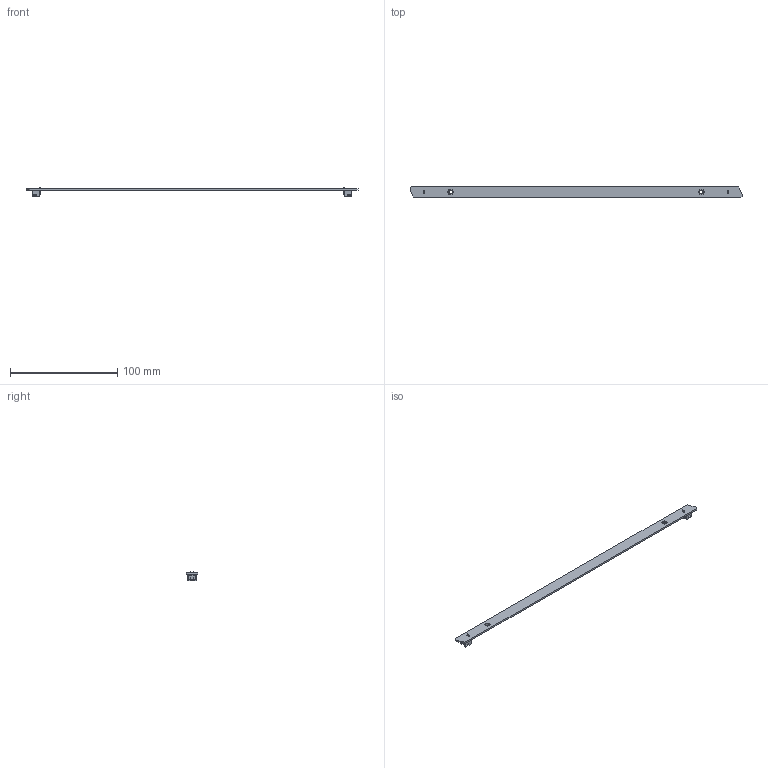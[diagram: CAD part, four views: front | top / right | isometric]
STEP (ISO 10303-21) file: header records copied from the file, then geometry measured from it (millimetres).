
FILE_DESCRIPTION(('KiCad electronic assembly'),'2;1');
FILE_NAME('Dayspring.step','2022-08-27T15:15:53',('Pcbnew'),('Kicad'), 'Open CASCADE STEP processor 7.6','KiCad to STEP converter','Unknown' );
FILE_SCHEMA(('AUTOMOTIVE_DESIGN { 1 0 10303 214 1 1 1 1 }'));
Length unit declared in the file: millimetre
Products named in the file (4): Dayspring 1; JST XH 2P 90deg v3; SOLID; Dayspring PCB
Assembly tree (4 placements, depth 3):
  Dayspring 1
    JST XH 2P 90deg v3  x2
      SOLID
    Dayspring PCB
Bounding box: 310 x 11 x 8.7 mm (x, y, z)
Volume: 5691.2 mm3; surface area: 8640.2 mm2
Topology: 3 solids, 3 shells, 154 faces, 404 edges, 260 vertices
Faces by surface type: bspline 120, cylinder 22, plane 12
Full cylindrical faces by diameter (mm): 0.5 x16, 1 x4, 3.2 x2
Entity records: 5962 total; most frequent: CARTESIAN_POINT 1785, ORIENTED_EDGE 500, PCURVE 500, DEFINITIONAL_REPRESENTATION 500, B_SPLINE_CURVE_WITH_KNOTS 434, DIRECTION 410, EDGE_CURVE 250, SURFACE_CURVE 226
